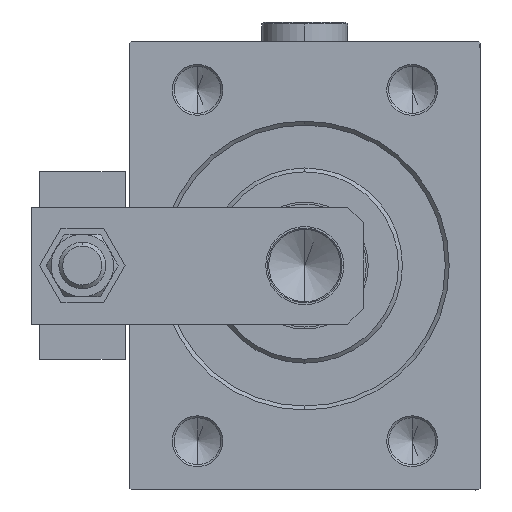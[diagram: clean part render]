
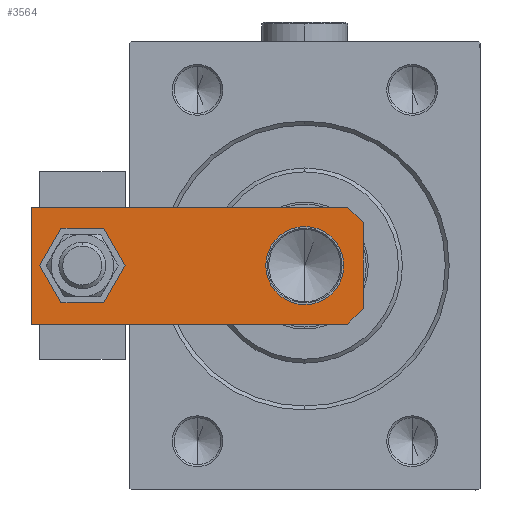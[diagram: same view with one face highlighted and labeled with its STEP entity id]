
A CAD part, left-side view. The second image highlights one B-rep face of the part: STEP entity #3564.
In plain terms, the highlighted face is planar.
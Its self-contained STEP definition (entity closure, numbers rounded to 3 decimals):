
#26 = VECTOR ( 'NONE', #4172, 1000. ) ;
#325 = DIRECTION ( 'NONE',  ( 0., 0., 1. ) ) ;
#468 = LINE ( 'NONE', #47492, #9956 ) ;
#2152 = EDGE_CURVE ( 'NONE', #43894, #27224, #26787, .T. ) ;
#2395 = EDGE_LOOP ( 'NONE', ( #2868, #3251 ) ) ;
#2868 = ORIENTED_EDGE ( 'NONE', *, *, #50070, .F. ) ;
#3251 = ORIENTED_EDGE ( 'NONE', *, *, #30999, .F. ) ;
#3564 = ADVANCED_FACE ( 'NONE', ( #46335, #46074, #10478 ), #42177, .T. ) ;
#4117 = CARTESIAN_POINT ( 'NONE',  ( 15., 85., 8. ) ) ;
#4172 = DIRECTION ( 'NONE',  ( 0., 1., 0. ) ) ;
#4750 = DIRECTION ( 'NONE',  ( 1., 0., 0. ) ) ;
#5061 = CARTESIAN_POINT ( 'NONE',  ( -15., 0., 8. ) ) ;
#5230 = VERTEX_POINT ( 'NONE', #51044 ) ;
#5521 = ORIENTED_EDGE ( 'NONE', *, *, #25760, .T. ) ;
#5976 = CARTESIAN_POINT ( 'NONE',  ( -10., 15., 8. ) ) ;
#6583 = CARTESIAN_POINT ( 'NONE',  ( 0., 0., 8. ) ) ;
#7066 = ORIENTED_EDGE ( 'NONE', *, *, #2152, .F. ) ;
#7262 = DIRECTION ( 'NONE',  ( 0., 0., 1. ) ) ;
#7792 = AXIS2_PLACEMENT_3D ( 'NONE', #6583, #10742, #42427 ) ;
#8440 = EDGE_CURVE ( 'NONE', #40132, #5230, #37861, .T. ) ;
#9956 = VECTOR ( 'NONE', #16052, 1000. ) ;
#10478 = FACE_BOUND ( 'NONE', #2395, .T. ) ;
#10742 = DIRECTION ( 'NONE',  ( 0., 0., 1. ) ) ;
#11935 = CARTESIAN_POINT ( 'NONE',  ( 0., 15., 8. ) ) ;
#12100 = VECTOR ( 'NONE', #30548, 1000. ) ;
#12154 = DIRECTION ( 'NONE',  ( 1., 0., 0. ) ) ;
#12200 = CARTESIAN_POINT ( 'NONE',  ( 15., 4., 8. ) ) ;
#12727 = LINE ( 'NONE', #36119, #26 ) ;
#13109 = LINE ( 'NONE', #5061, #37372 ) ;
#14739 = VECTOR ( 'NONE', #35699, 1000. ) ;
#15547 = DIRECTION ( 'NONE',  ( -1., 0., 0. ) ) ;
#15824 = CARTESIAN_POINT ( 'NONE',  ( 10., 15., 8. ) ) ;
#16052 = DIRECTION ( 'NONE',  ( 0.707, -0.707, 0. ) ) ;
#16251 = EDGE_CURVE ( 'NONE', #24979, #47198, #19860, .T. ) ;
#17006 = DIRECTION ( 'NONE',  ( 1., 0., 0. ) ) ;
#17221 = CARTESIAN_POINT ( 'NONE',  ( -11., 0., 8. ) ) ;
#17652 = ORIENTED_EDGE ( 'NONE', *, *, #25666, .T. ) ;
#18459 = CARTESIAN_POINT ( 'NONE',  ( -15., 85., 8. ) ) ;
#19860 = LINE ( 'NONE', #49120, #14739 ) ;
#20941 = EDGE_CURVE ( 'NONE', #38962, #40132, #48021, .T. ) ;
#21001 = EDGE_CURVE ( 'NONE', #5230, #40867, #468, .T. ) ;
#22380 = AXIS2_PLACEMENT_3D ( 'NONE', #23980, #30965, #22924 ) ;
#22727 = ORIENTED_EDGE ( 'NONE', *, *, #20941, .T. ) ;
#22924 = DIRECTION ( 'NONE',  ( 1., 0., 0. ) ) ;
#23980 = CARTESIAN_POINT ( 'NONE',  ( 0., 15., 8. ) ) ;
#24979 = VERTEX_POINT ( 'NONE', #45174 ) ;
#25666 = EDGE_CURVE ( 'NONE', #40867, #24979, #13109, .T. ) ;
#25760 = EDGE_CURVE ( 'NONE', #47198, #38962, #12727, .T. ) ;
#26787 = CIRCLE ( 'NONE', #38412, 7. ) ;
#26793 = AXIS2_PLACEMENT_3D ( 'NONE', #11935, #7262, #38954 ) ;
#27224 = VERTEX_POINT ( 'NONE', #40735 ) ;
#29305 = VERTEX_POINT ( 'NONE', #15824 ) ;
#30099 = CIRCLE ( 'NONE', #26793, 10. ) ;
#30548 = DIRECTION ( 'NONE',  ( 0., -1., 0. ) ) ;
#30813 = EDGE_LOOP ( 'NONE', ( #33360, #44010, #17652, #40126, #5521, #22727 ) ) ;
#30814 = CARTESIAN_POINT ( 'NONE',  ( -7., 72., 8. ) ) ;
#30965 = DIRECTION ( 'NONE',  ( 0., 0., 1. ) ) ;
#30999 = EDGE_CURVE ( 'NONE', #29305, #51343, #30099, .T. ) ;
#31280 = ORIENTED_EDGE ( 'NONE', *, *, #49170, .F. ) ;
#31469 = AXIS2_PLACEMENT_3D ( 'NONE', #40599, #325, #4750 ) ;
#32408 = DIRECTION ( 'NONE',  ( 0., 0., 1. ) ) ;
#33360 = ORIENTED_EDGE ( 'NONE', *, *, #8440, .T. ) ;
#35699 = DIRECTION ( 'NONE',  ( 0.707, 0.707, 0. ) ) ;
#36119 = CARTESIAN_POINT ( 'NONE',  ( 15., 0., 8. ) ) ;
#37372 = VECTOR ( 'NONE', #17006, 1000. ) ;
#37861 = LINE ( 'NONE', #42512, #12100 ) ;
#38412 = AXIS2_PLACEMENT_3D ( 'NONE', #48008, #32408, #12154 ) ;
#38954 = DIRECTION ( 'NONE',  ( 1., 0., 0. ) ) ;
#38962 = VERTEX_POINT ( 'NONE', #39919 ) ;
#39797 = VECTOR ( 'NONE', #15547, 1000. ) ;
#39919 = CARTESIAN_POINT ( 'NONE',  ( 15., 85., 8. ) ) ;
#40126 = ORIENTED_EDGE ( 'NONE', *, *, #16251, .T. ) ;
#40132 = VERTEX_POINT ( 'NONE', #18459 ) ;
#40599 = CARTESIAN_POINT ( 'NONE',  ( 0., 72., 8. ) ) ;
#40735 = CARTESIAN_POINT ( 'NONE',  ( 7., 72., 8. ) ) ;
#40867 = VERTEX_POINT ( 'NONE', #17221 ) ;
#41420 = CIRCLE ( 'NONE', #31469, 7. ) ;
#42177 = PLANE ( 'NONE',  #7792 ) ;
#42427 = DIRECTION ( 'NONE',  ( 1., 0., 0. ) ) ;
#42512 = CARTESIAN_POINT ( 'NONE',  ( -15., 85., 8. ) ) ;
#43894 = VERTEX_POINT ( 'NONE', #30814 ) ;
#44010 = ORIENTED_EDGE ( 'NONE', *, *, #21001, .T. ) ;
#44815 = CIRCLE ( 'NONE', #22380, 10. ) ;
#45174 = CARTESIAN_POINT ( 'NONE',  ( 11., 0., 8. ) ) ;
#46074 = FACE_OUTER_BOUND ( 'NONE', #30813, .T. ) ;
#46335 = FACE_BOUND ( 'NONE', #49074, .T. ) ;
#47198 = VERTEX_POINT ( 'NONE', #12200 ) ;
#47492 = CARTESIAN_POINT ( 'NONE',  ( -5.5, -5.5, 8. ) ) ;
#48008 = CARTESIAN_POINT ( 'NONE',  ( 0., 72., 8. ) ) ;
#48021 = LINE ( 'NONE', #4117, #39797 ) ;
#49074 = EDGE_LOOP ( 'NONE', ( #7066, #31280 ) ) ;
#49120 = CARTESIAN_POINT ( 'NONE',  ( 5.5, -5.5, 8. ) ) ;
#49170 = EDGE_CURVE ( 'NONE', #27224, #43894, #41420, .T. ) ;
#50070 = EDGE_CURVE ( 'NONE', #51343, #29305, #44815, .T. ) ;
#51044 = CARTESIAN_POINT ( 'NONE',  ( -15., 4., 8. ) ) ;
#51343 = VERTEX_POINT ( 'NONE', #5976 ) ;
